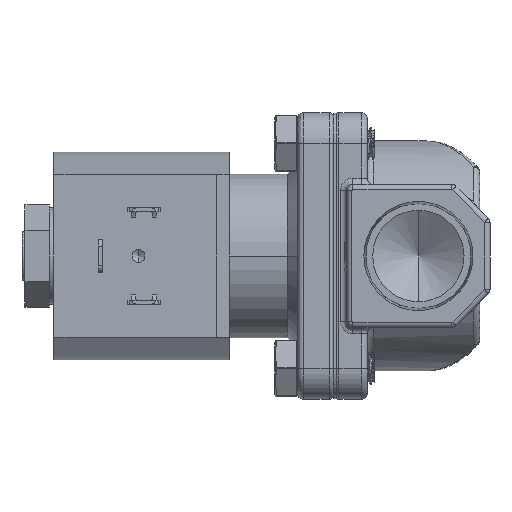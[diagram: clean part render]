
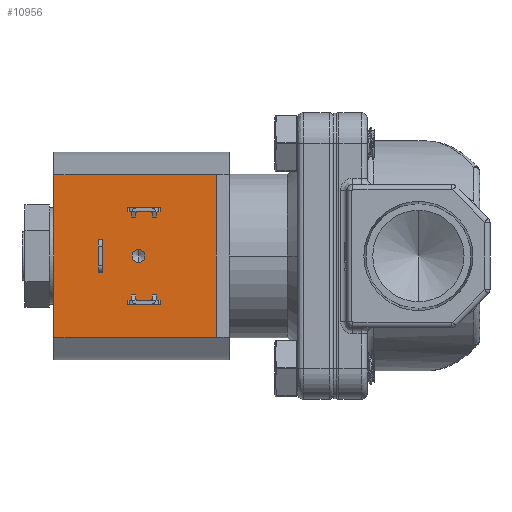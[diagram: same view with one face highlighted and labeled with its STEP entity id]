
A CAD part, left-side view. The second image highlights one B-rep face of the part: STEP entity #10956.
In plain terms, the highlighted planar face has unit normal (-1, 0, 0).
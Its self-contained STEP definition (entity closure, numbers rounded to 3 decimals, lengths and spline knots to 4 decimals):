
#91 = VERTEX_POINT ( 'NONE', #9256 ) ;
#255 = VECTOR ( 'NONE', #23893, 39.3701 ) ;
#725 = DIRECTION ( 'NONE',  ( 0., 1., 0. ) ) ;
#1104 = DIRECTION ( 'NONE',  ( 1., 0., 0. ) ) ;
#1273 = LINE ( 'NONE', #18959, #4512 ) ;
#2027 = VECTOR ( 'NONE', #19241, 39.3701 ) ;
#2189 = FACE_BOUND ( 'NONE', #23503, .T. ) ;
#2519 = EDGE_CURVE ( 'NONE', #24360, #14827, #13451, .T. ) ;
#2657 = EDGE_CURVE ( 'NONE', #4753, #5237, #5527, .T. ) ;
#3166 = ORIENTED_EDGE ( 'NONE', *, *, #18999, .T. ) ;
#3220 = DIRECTION ( 'NONE',  ( 0., 0., -1. ) ) ;
#3269 = CARTESIAN_POINT ( 'NONE',  ( -0.982, 1.58, 0.339 ) ) ;
#4157 = CARTESIAN_POINT ( 'NONE',  ( -0.982, 1.33, -0.371 ) ) ;
#4186 = LINE ( 'NONE', #6183, #255 ) ;
#4199 = EDGE_LOOP ( 'NONE', ( #28414, #26075, #9710, #25818 ) ) ;
#4380 = EDGE_CURVE ( 'NONE', #4551, #9547, #17504, .T. ) ;
#4512 = VECTOR ( 'NONE', #25878, 39.3701 ) ;
#4551 = VERTEX_POINT ( 'NONE', #19355 ) ;
#4662 = CARTESIAN_POINT ( 'NONE',  ( -0.982, 2.146, 0. ) ) ;
#4673 = EDGE_LOOP ( 'NONE', ( #27835, #7414, #26881, #22785 ) ) ;
#4753 = VERTEX_POINT ( 'NONE', #14127 ) ;
#4776 = DIRECTION ( 'NONE',  ( 0., 0., 1. ) ) ;
#4884 = CARTESIAN_POINT ( 'NONE',  ( -0.982, 1.773, -0.1265 ) ) ;
#5149 = ORIENTED_EDGE ( 'NONE', *, *, #25334, .T. ) ;
#5208 = EDGE_LOOP ( 'NONE', ( #3166, #22065 ) ) ;
#5237 = VERTEX_POINT ( 'NONE', #4884 ) ;
#5345 = VECTOR ( 'NONE', #18639, 39.3701 ) ;
#5527 = LINE ( 'NONE', #5660, #17077 ) ;
#5660 = CARTESIAN_POINT ( 'NONE',  ( -0.982, 1.773, -0.625 ) ) ;
#5817 = CARTESIAN_POINT ( 'NONE',  ( -0.982, 1.805, -0.1265 ) ) ;
#5836 = VECTOR ( 'NONE', #8614, 39.3701 ) ;
#5859 = CARTESIAN_POINT ( 'NONE',  ( -0.982, 1.805, -0.1265 ) ) ;
#6065 = FACE_BOUND ( 'NONE', #4199, .T. ) ;
#6087 = CARTESIAN_POINT ( 'NONE',  ( -0.982, 1.33, -0.625 ) ) ;
#6183 = CARTESIAN_POINT ( 'NONE',  ( -0.982, 1.805, -0.625 ) ) ;
#6569 = DIRECTION ( 'NONE',  ( 0., 0., -1. ) ) ;
#6733 = VECTOR ( 'NONE', #8532, 39.3701 ) ;
#6917 = CARTESIAN_POINT ( 'NONE',  ( -0.982, 1.58, 0.371 ) ) ;
#7074 = DIRECTION ( 'NONE',  ( 1., 0., 0. ) ) ;
#7351 = CARTESIAN_POINT ( 'NONE',  ( -0.982, 1.33, 0.371 ) ) ;
#7414 = ORIENTED_EDGE ( 'NONE', *, *, #2519, .T. ) ;
#7444 = VECTOR ( 'NONE', #11726, 39.3701 ) ;
#8000 = EDGE_CURVE ( 'NONE', #5237, #11460, #25725, .T. ) ;
#8295 = VECTOR ( 'NONE', #12208, 39.3701 ) ;
#8384 = DIRECTION ( 'NONE',  ( -1., 0., 0. ) ) ;
#8525 = VERTEX_POINT ( 'NONE', #21228 ) ;
#8532 = DIRECTION ( 'NONE',  ( 0., 1., 0. ) ) ;
#8547 = CARTESIAN_POINT ( 'NONE',  ( -0.982, 1.4954, 0.0497 ) ) ;
#8614 = DIRECTION ( 'NONE',  ( 0., -1., 0. ) ) ;
#8826 = LINE ( 'NONE', #12995, #6733 ) ;
#8847 = CARTESIAN_POINT ( 'NONE',  ( -0.982, 0.896, 0.371 ) ) ;
#8977 = EDGE_CURVE ( 'NONE', #11039, #9822, #15589, .T. ) ;
#9256 = CARTESIAN_POINT ( 'NONE',  ( -0.982, 1.4954, -0.0498 ) ) ;
#9261 = AXIS2_PLACEMENT_3D ( 'NONE', #28095, #8384, #25946 ) ;
#9406 = VERTEX_POINT ( 'NONE', #21859 ) ;
#9533 = VECTOR ( 'NONE', #14861, 39.3701 ) ;
#9547 = VERTEX_POINT ( 'NONE', #24601 ) ;
#9710 = ORIENTED_EDGE ( 'NONE', *, *, #15861, .T. ) ;
#9755 = EDGE_CURVE ( 'NONE', #12889, #27415, #21119, .T. ) ;
#9822 = VERTEX_POINT ( 'NONE', #12478 ) ;
#9896 = ORIENTED_EDGE ( 'NONE', *, *, #26962, .F. ) ;
#10172 = CARTESIAN_POINT ( 'NONE',  ( -0.982, 1.33, -0.625 ) ) ;
#10698 = CARTESIAN_POINT ( 'NONE',  ( -0.982, 1.58, -0.625 ) ) ;
#10956 = ADVANCED_FACE ( 'NONE', ( #6065, #2189, #22052, #15419, #14990 ), #28389, .T. ) ;
#11011 = CARTESIAN_POINT ( 'NONE',  ( -0.982, 1.58, -0.371 ) ) ;
#11039 = VERTEX_POINT ( 'NONE', #12842 ) ;
#11460 = VERTEX_POINT ( 'NONE', #5817 ) ;
#11544 = DIRECTION ( 'NONE',  ( 0., 0., 1. ) ) ;
#11578 = DIRECTION ( 'NONE',  ( 0., 0., 1. ) ) ;
#11666 = CARTESIAN_POINT ( 'NONE',  ( -0.982, 0.896, -0.371 ) ) ;
#11685 = EDGE_CURVE ( 'NONE', #27415, #24360, #12578, .T. ) ;
#11726 = DIRECTION ( 'NONE',  ( 0., -1., 0. ) ) ;
#12035 = LINE ( 'NONE', #27153, #5345 ) ;
#12208 = DIRECTION ( 'NONE',  ( 0., 1., 0. ) ) ;
#12478 = CARTESIAN_POINT ( 'NONE',  ( -0.982, 2.146, 0.625 ) ) ;
#12578 = LINE ( 'NONE', #10698, #16083 ) ;
#12795 = CARTESIAN_POINT ( 'NONE',  ( -0.982, 0.896, -0.339 ) ) ;
#12842 = CARTESIAN_POINT ( 'NONE',  ( -0.982, 2.146, -0.625 ) ) ;
#12889 = VERTEX_POINT ( 'NONE', #13604 ) ;
#12995 = CARTESIAN_POINT ( 'NONE',  ( -0.982, 0.896, 0.625 ) ) ;
#13427 = EDGE_CURVE ( 'NONE', #24586, #27548, #13813, .T. ) ;
#13451 = LINE ( 'NONE', #8847, #7444 ) ;
#13604 = CARTESIAN_POINT ( 'NONE',  ( -0.982, 1.33, 0.339 ) ) ;
#13813 = LINE ( 'NONE', #11666, #22308 ) ;
#14059 = CIRCLE ( 'NONE', #21386, 0.0497 ) ;
#14127 = CARTESIAN_POINT ( 'NONE',  ( -0.982, 1.773, 0.1265 ) ) ;
#14312 = ORIENTED_EDGE ( 'NONE', *, *, #2657, .T. ) ;
#14314 = CARTESIAN_POINT ( 'NONE',  ( -0.982, 1.33, -0.339 ) ) ;
#14630 = CARTESIAN_POINT ( 'NONE',  ( -0.982, 0.896, 0.339 ) ) ;
#14807 = EDGE_CURVE ( 'NONE', #91, #22169, #14059, .T. ) ;
#14827 = VERTEX_POINT ( 'NONE', #7351 ) ;
#14861 = DIRECTION ( 'NONE',  ( 0., 0., -1. ) ) ;
#14990 = FACE_BOUND ( 'NONE', #5208, .T. ) ;
#15009 = ORIENTED_EDGE ( 'NONE', *, *, #23588, .T. ) ;
#15419 = FACE_BOUND ( 'NONE', #4673, .T. ) ;
#15589 = LINE ( 'NONE', #4662, #22557 ) ;
#15645 = AXIS2_PLACEMENT_3D ( 'NONE', #22977, #1104, #18653 ) ;
#15861 = EDGE_CURVE ( 'NONE', #27919, #24586, #17334, .T. ) ;
#16083 = VECTOR ( 'NONE', #4776, 39.3701 ) ;
#16598 = ORIENTED_EDGE ( 'NONE', *, *, #8977, .F. ) ;
#17032 = LINE ( 'NONE', #6087, #9533 ) ;
#17077 = VECTOR ( 'NONE', #3220, 39.3701 ) ;
#17231 = EDGE_CURVE ( 'NONE', #14827, #12889, #17032, .T. ) ;
#17270 = EDGE_CURVE ( 'NONE', #8525, #27919, #23871, .T. ) ;
#17334 = LINE ( 'NONE', #10172, #23714 ) ;
#17504 = LINE ( 'NONE', #26312, #25675 ) ;
#17799 = ORIENTED_EDGE ( 'NONE', *, *, #26927, .F. ) ;
#17997 = CARTESIAN_POINT ( 'NONE',  ( -0.982, 1.4954, 0. ) ) ;
#18639 = DIRECTION ( 'NONE',  ( 0., 0., 1. ) ) ;
#18653 = DIRECTION ( 'NONE',  ( 0., 0., 1. ) ) ;
#18959 = CARTESIAN_POINT ( 'NONE',  ( -0.982, 1.805, 0.1265 ) ) ;
#18999 = EDGE_CURVE ( 'NONE', #22169, #91, #19780, .T. ) ;
#19241 = DIRECTION ( 'NONE',  ( 0., 1., 0. ) ) ;
#19355 = CARTESIAN_POINT ( 'NONE',  ( -0.982, 0.896, 0.625 ) ) ;
#19666 = VECTOR ( 'NONE', #23568, 39.3701 ) ;
#19780 = CIRCLE ( 'NONE', #15645, 0.0497 ) ;
#21119 = LINE ( 'NONE', #14630, #8295 ) ;
#21228 = CARTESIAN_POINT ( 'NONE',  ( -0.982, 1.58, -0.339 ) ) ;
#21242 = DIRECTION ( 'NONE',  ( 0., 0., -1. ) ) ;
#21264 = CARTESIAN_POINT ( 'NONE',  ( -0.982, 0.896, -0.625 ) ) ;
#21386 = AXIS2_PLACEMENT_3D ( 'NONE', #17997, #7074, #11544 ) ;
#21556 = LINE ( 'NONE', #21264, #19666 ) ;
#21859 = CARTESIAN_POINT ( 'NONE',  ( -0.982, 1.805, 0.1265 ) ) ;
#22052 = FACE_OUTER_BOUND ( 'NONE', #22822, .T. ) ;
#22065 = ORIENTED_EDGE ( 'NONE', *, *, #14807, .T. ) ;
#22169 = VERTEX_POINT ( 'NONE', #8547 ) ;
#22308 = VECTOR ( 'NONE', #725, 39.3701 ) ;
#22557 = VECTOR ( 'NONE', #11578, 39.3701 ) ;
#22785 = ORIENTED_EDGE ( 'NONE', *, *, #9755, .T. ) ;
#22822 = EDGE_LOOP ( 'NONE', ( #24901, #15009, #16598, #9896 ) ) ;
#22977 = CARTESIAN_POINT ( 'NONE',  ( -0.982, 1.4954, 0. ) ) ;
#23503 = EDGE_LOOP ( 'NONE', ( #5149, #17799, #14312, #24975 ) ) ;
#23568 = DIRECTION ( 'NONE',  ( 0., 1., 0. ) ) ;
#23588 = EDGE_CURVE ( 'NONE', #4551, #9822, #8826, .T. ) ;
#23714 = VECTOR ( 'NONE', #21242, 39.3701 ) ;
#23871 = LINE ( 'NONE', #12795, #5836 ) ;
#23893 = DIRECTION ( 'NONE',  ( 0., 0., 1. ) ) ;
#24360 = VERTEX_POINT ( 'NONE', #6917 ) ;
#24586 = VERTEX_POINT ( 'NONE', #4157 ) ;
#24601 = CARTESIAN_POINT ( 'NONE',  ( -0.982, 0.896, -0.625 ) ) ;
#24901 = ORIENTED_EDGE ( 'NONE', *, *, #4380, .F. ) ;
#24975 = ORIENTED_EDGE ( 'NONE', *, *, #8000, .T. ) ;
#25334 = EDGE_CURVE ( 'NONE', #11460, #9406, #4186, .T. ) ;
#25675 = VECTOR ( 'NONE', #6569, 39.3701 ) ;
#25725 = LINE ( 'NONE', #5859, #2027 ) ;
#25818 = ORIENTED_EDGE ( 'NONE', *, *, #13427, .T. ) ;
#25878 = DIRECTION ( 'NONE',  ( 0., 1., 0. ) ) ;
#25907 = EDGE_CURVE ( 'NONE', #27548, #8525, #12035, .T. ) ;
#25946 = DIRECTION ( 'NONE',  ( 0., 0., 1. ) ) ;
#26075 = ORIENTED_EDGE ( 'NONE', *, *, #17270, .T. ) ;
#26312 = CARTESIAN_POINT ( 'NONE',  ( -0.982, 0.896, 0. ) ) ;
#26881 = ORIENTED_EDGE ( 'NONE', *, *, #17231, .T. ) ;
#26927 = EDGE_CURVE ( 'NONE', #4753, #9406, #1273, .T. ) ;
#26962 = EDGE_CURVE ( 'NONE', #9547, #11039, #21556, .T. ) ;
#27153 = CARTESIAN_POINT ( 'NONE',  ( -0.982, 1.58, -0.625 ) ) ;
#27415 = VERTEX_POINT ( 'NONE', #3269 ) ;
#27548 = VERTEX_POINT ( 'NONE', #11011 ) ;
#27835 = ORIENTED_EDGE ( 'NONE', *, *, #11685, .T. ) ;
#27919 = VERTEX_POINT ( 'NONE', #14314 ) ;
#28095 = CARTESIAN_POINT ( 'NONE',  ( -0.982, 0.896, -0.625 ) ) ;
#28389 = PLANE ( 'NONE',  #9261 ) ;
#28414 = ORIENTED_EDGE ( 'NONE', *, *, #25907, .T. ) ;
